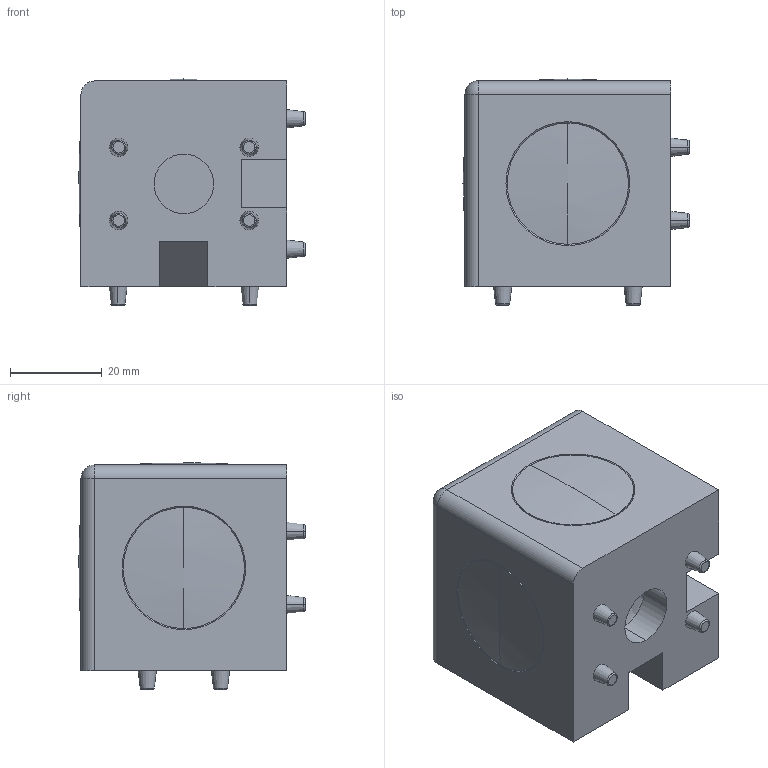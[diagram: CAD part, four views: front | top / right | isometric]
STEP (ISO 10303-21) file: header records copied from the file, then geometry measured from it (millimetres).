
FILE_DESCRIPTION (( 'STEP AP203' ), '1' );
FILE_NAME ('148961.step', '2021-06-03T16:11:06', ( '' ), ( '' ), 'SwSTEP 2.0', 'SolidWorks 2021', '' );
FILE_SCHEMA (( 'CONFIG_CONTROL_DESIGN' ));
Length unit declared in the file: millimetre
Products named in the file (1): 148961
Bounding box: 49.45 x 49.45 x 49.47 mm (x, y, z)
Volume: 59839 mm3; surface area: 22035.2 mm2
Topology: 4 solids, 4 shells, 240 faces, 581 edges, 356 vertices
Faces by surface type: cone 90, torus 74, plane 36, cylinder 33, sphere 7
Entity records: 9022 total; most frequent: CARTESIAN_POINT 3364, DIRECTION 1242, ORIENTED_EDGE 1142, EDGE_CURVE 571, AXIS2_PLACEMENT_3D 558, VERTEX_POINT 353, CIRCLE 317, EDGE_LOOP 264
